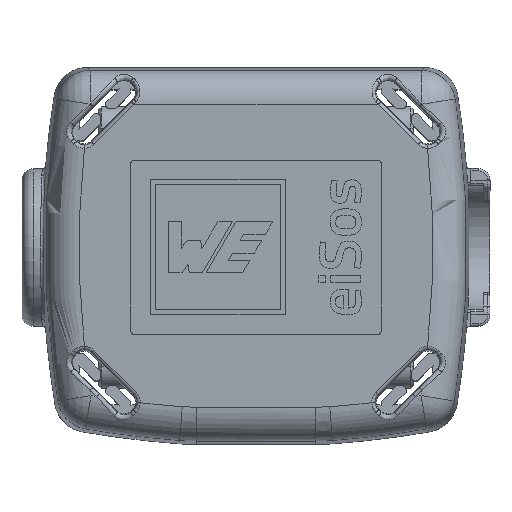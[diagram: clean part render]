
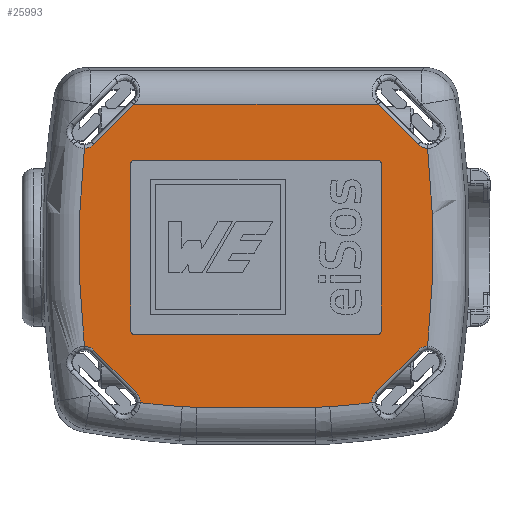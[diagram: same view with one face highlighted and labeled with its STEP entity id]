
A CAD part, top view. The second image highlights one B-rep face of the part: STEP entity #25993.
In plain terms, the highlighted planar face has unit normal (0, 0, 1).
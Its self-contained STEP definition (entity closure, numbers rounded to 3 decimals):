
#879=CIRCLE('',#27687,0.3);
#880=CIRCLE('',#27688,0.3);
#881=CIRCLE('',#27689,0.3);
#882=CIRCLE('',#27690,0.3);
#883=CIRCLE('',#27691,82.421);
#884=CIRCLE('',#27693,87.75);
#885=CIRCLE('',#27694,87.75);
#886=CIRCLE('',#27696,82.421);
#1495=B_SPLINE_CURVE_WITH_KNOTS('',3,(#41250,#41251,#41252,#41253),
 .UNSPECIFIED.,.F.,.F.,(4,4),(0.,1.),.UNSPECIFIED.);
#1496=B_SPLINE_CURVE_WITH_KNOTS('',3,(#41257,#41258,#41259,#41260),
 .UNSPECIFIED.,.F.,.F.,(4,4),(0.,1.),.UNSPECIFIED.);
#1929=ELLIPSE('',#27675,1.203,1.2);
#1930=ELLIPSE('',#27684,1.203,1.2);
#1931=ELLIPSE('',#27692,1.203,1.2);
#1932=ELLIPSE('',#27695,1.203,1.2);
#1933=ELLIPSE('',#27697,1.203,1.2);
#1934=ELLIPSE('',#27698,1.203,1.2);
#4399=ORIENTED_EDGE('',*,*,#11409,.F.);
#4400=ORIENTED_EDGE('',*,*,#11410,.T.);
#4401=ORIENTED_EDGE('',*,*,#11411,.F.);
#4402=ORIENTED_EDGE('',*,*,#11412,.T.);
#4403=ORIENTED_EDGE('',*,*,#11413,.F.);
#4404=ORIENTED_EDGE('',*,*,#11414,.T.);
#4405=ORIENTED_EDGE('',*,*,#11415,.F.);
#4406=ORIENTED_EDGE('',*,*,#11416,.T.);
#4407=ORIENTED_EDGE('',*,*,#11417,.F.);
#4408=ORIENTED_EDGE('',*,*,#11403,.T.);
#4409=ORIENTED_EDGE('',*,*,#11408,.F.);
#4410=ORIENTED_EDGE('',*,*,#11418,.T.);
#4411=ORIENTED_EDGE('',*,*,#11419,.F.);
#4412=ORIENTED_EDGE('',*,*,#11420,.F.);
#4413=ORIENTED_EDGE('',*,*,#11421,.F.);
#4414=ORIENTED_EDGE('',*,*,#11422,.F.);
#4415=ORIENTED_EDGE('',*,*,#11423,.F.);
#4416=ORIENTED_EDGE('',*,*,#11383,.T.);
#4417=ORIENTED_EDGE('',*,*,#11387,.F.);
#4418=ORIENTED_EDGE('',*,*,#11424,.T.);
#4419=ORIENTED_EDGE('',*,*,#11425,.F.);
#4420=ORIENTED_EDGE('',*,*,#11426,.T.);
#4421=ORIENTED_EDGE('',*,*,#11356,.T.);
#4422=ORIENTED_EDGE('',*,*,#11427,.F.);
#4423=ORIENTED_EDGE('',*,*,#11323,.F.);
#4424=ORIENTED_EDGE('',*,*,#11428,.T.);
#11323=EDGE_CURVE('',#14850,#14847,#17364,.T.);
#11356=EDGE_CURVE('',#14876,#14874,#17368,.T.);
#11383=EDGE_CURVE('',#14898,#14897,#1929,.T.);
#11387=EDGE_CURVE('',#14900,#14897,#17372,.T.);
#11403=EDGE_CURVE('',#14914,#14913,#1930,.T.);
#11408=EDGE_CURVE('',#14917,#14913,#17377,.T.);
#11409=EDGE_CURVE('',#14918,#14919,#17378,.T.);
#11410=EDGE_CURVE('',#14918,#14920,#879,.T.);
#11411=EDGE_CURVE('',#14921,#14920,#17379,.T.);
#11412=EDGE_CURVE('',#14921,#14922,#880,.T.);
#11413=EDGE_CURVE('',#14923,#14922,#17380,.T.);
#11414=EDGE_CURVE('',#14923,#14924,#881,.T.);
#11415=EDGE_CURVE('',#14925,#14924,#17381,.T.);
#11416=EDGE_CURVE('',#14925,#14919,#882,.T.);
#11417=EDGE_CURVE('',#14914,#14844,#883,.T.);
#11418=EDGE_CURVE('',#14917,#14926,#1931,.T.);
#11419=EDGE_CURVE('',#14927,#14926,#884,.T.);
#11420=EDGE_CURVE('',#14928,#14927,#1495,.T.);
#11421=EDGE_CURVE('',#14929,#14928,#17382,.T.);
#11422=EDGE_CURVE('',#14930,#14929,#1496,.T.);
#11423=EDGE_CURVE('',#14898,#14930,#885,.T.);
#11424=EDGE_CURVE('',#14900,#14894,#1932,.T.);
#11425=EDGE_CURVE('',#14873,#14894,#886,.T.);
#11426=EDGE_CURVE('',#14873,#14876,#1933,.T.);
#11427=EDGE_CURVE('',#14847,#14874,#17383,.T.);
#11428=EDGE_CURVE('',#14850,#14844,#1934,.T.);
#14844=VERTEX_POINT('',#39569);
#14847=VERTEX_POINT('',#39594);
#14850=VERTEX_POINT('',#39605);
#14873=VERTEX_POINT('',#40334);
#14874=VERTEX_POINT('',#40357);
#14876=VERTEX_POINT('',#40363);
#14894=VERTEX_POINT('',#40895);
#14897=VERTEX_POINT('',#40912);
#14898=VERTEX_POINT('',#40914);
#14900=VERTEX_POINT('',#40929);
#14913=VERTEX_POINT('',#41207);
#14914=VERTEX_POINT('',#41209);
#14917=VERTEX_POINT('',#41226);
#14918=VERTEX_POINT('',#41230);
#14919=VERTEX_POINT('',#41231);
#14920=VERTEX_POINT('',#41233);
#14921=VERTEX_POINT('',#41235);
#14922=VERTEX_POINT('',#41237);
#14923=VERTEX_POINT('',#41239);
#14924=VERTEX_POINT('',#41241);
#14925=VERTEX_POINT('',#41243);
#14926=VERTEX_POINT('',#41247);
#14927=VERTEX_POINT('',#41249);
#14928=VERTEX_POINT('',#41254);
#14929=VERTEX_POINT('',#41256);
#14930=VERTEX_POINT('',#41261);
#17364=LINE('',#39607,#19902);
#17368=LINE('',#40362,#19906);
#17372=LINE('',#40931,#19910);
#17377=LINE('',#41227,#19915);
#17378=LINE('',#41229,#19916);
#17379=LINE('',#41234,#19917);
#17380=LINE('',#41238,#19918);
#17381=LINE('',#41242,#19919);
#17382=LINE('',#41255,#19920);
#17383=LINE('',#41266,#19921);
#19902=VECTOR('',#31206,1000.);
#19906=VECTOR('',#31242,1000.);
#19910=VECTOR('',#31270,1000.);
#19915=VECTOR('',#31293,1000.);
#19916=VECTOR('',#31296,1000.);
#19917=VECTOR('',#31299,1000.);
#19918=VECTOR('',#31302,1000.);
#19919=VECTOR('',#31305,1000.);
#19920=VECTOR('',#31314,1000.);
#19921=VECTOR('',#31323,1000.);
#22062=EDGE_LOOP('',(#4399,#4400,#4401,#4402,#4403,#4404,#4405,#4406));
#22063=EDGE_LOOP('',(#4407,#4408,#4409,#4410,#4411,#4412,#4413,#4414,#4415,
#4416,#4417,#4418,#4419,#4420,#4421,#4422,#4423,#4424));
#23621=FACE_BOUND('',#22062,.T.);
#23622=FACE_BOUND('',#22063,.T.);
#24959=PLANE('',#27686);
#25993=ADVANCED_FACE('',(#23621,#23622),#24959,.F.);
#27675=AXIS2_PLACEMENT_3D('',#40913,#31266,#31267);
#27684=AXIS2_PLACEMENT_3D('',#41208,#31288,#31289);
#27686=AXIS2_PLACEMENT_3D('',#41228,#31294,#31295);
#27687=AXIS2_PLACEMENT_3D('',#41232,#31297,#31298);
#27688=AXIS2_PLACEMENT_3D('',#41236,#31300,#31301);
#27689=AXIS2_PLACEMENT_3D('',#41240,#31303,#31304);
#27690=AXIS2_PLACEMENT_3D('',#41244,#31306,#31307);
#27691=AXIS2_PLACEMENT_3D('',#41245,#31308,#31309);
#27692=AXIS2_PLACEMENT_3D('',#41246,#31310,#31311);
#27693=AXIS2_PLACEMENT_3D('',#41248,#31312,#31313);
#27694=AXIS2_PLACEMENT_3D('',#41262,#31315,#31316);
#27695=AXIS2_PLACEMENT_3D('',#41263,#31317,#31318);
#27696=AXIS2_PLACEMENT_3D('',#41264,#31319,#31320);
#27697=AXIS2_PLACEMENT_3D('',#41265,#31321,#31322);
#27698=AXIS2_PLACEMENT_3D('',#41267,#31324,#31325);
#31206=DIRECTION('',(0.707,0.707,0.));
#31242=DIRECTION('',(-0.707,0.707,0.));
#31266=DIRECTION('',(0.,0.,-1.));
#31267=DIRECTION('',(-1.,0.,0.));
#31270=DIRECTION('',(-0.707,-0.707,0.));
#31288=DIRECTION('',(0.,0.,-1.));
#31289=DIRECTION('',(0.,1.,0.));
#31293=DIRECTION('',(-0.707,0.707,0.));
#31294=DIRECTION('',(0.,0.,-1.));
#31295=DIRECTION('',(0.,-1.,0.));
#31296=DIRECTION('',(0.,1.,0.));
#31297=DIRECTION('',(0.,0.,-1.));
#31298=DIRECTION('',(-1.,0.,0.));
#31299=DIRECTION('',(1.,0.,0.));
#31300=DIRECTION('',(0.,0.,-1.));
#31301=DIRECTION('',(-1.,0.,0.));
#31302=DIRECTION('',(0.,-1.,0.));
#31303=DIRECTION('',(0.,0.,-1.));
#31304=DIRECTION('',(-1.,0.,0.));
#31305=DIRECTION('',(-1.,0.,0.));
#31306=DIRECTION('',(0.,0.,-1.));
#31307=DIRECTION('',(-1.,0.,0.));
#31308=DIRECTION('',(0.,0.,-1.));
#31309=DIRECTION('',(-0.987,-0.16,0.));
#31310=DIRECTION('',(0.,0.,-1.));
#31311=DIRECTION('',(1.,0.,0.));
#31312=DIRECTION('',(0.,0.,-1.));
#31313=DIRECTION('',(-0.16,-0.987,0.));
#31314=DIRECTION('',(-1.,0.,0.));
#31315=DIRECTION('',(0.,0.,-1.));
#31316=DIRECTION('',(0.118,-0.993,0.));
#31317=DIRECTION('',(0.,0.,-1.));
#31318=DIRECTION('',(0.,1.,0.));
#31319=DIRECTION('',(0.,0.,-1.));
#31320=DIRECTION('',(0.988,0.154,0.));
#31321=DIRECTION('',(0.,0.,-1.));
#31322=DIRECTION('',(0.,-1.,0.));
#31323=DIRECTION('',(1.,0.,0.));
#31324=DIRECTION('',(0.,0.,-1.));
#31325=DIRECTION('',(0.,-1.,0.));
#39569=CARTESIAN_POINT('',(-15.255,-8.707,11.2));
#39594=CARTESIAN_POINT('',(-10.846,-4.781,11.2));
#39605=CARTESIAN_POINT('',(-14.42,-8.356,11.2));
#39607=CARTESIAN_POINT('',(-14.431,-8.366,11.2));
#40334=CARTESIAN_POINT('',(15.255,-8.707,11.2));
#40357=CARTESIAN_POINT('',(10.846,-4.781,11.2));
#40362=CARTESIAN_POINT('',(11.047,-4.983,11.2));
#40363=CARTESIAN_POINT('',(14.42,-8.356,11.2));
#40895=CARTESIAN_POINT('',(15.255,-26.293,11.2));
#40912=CARTESIAN_POINT('',(10.644,-30.42,11.2));
#40913=CARTESIAN_POINT('',(11.496,-31.268,11.2));
#40914=CARTESIAN_POINT('',(10.294,-31.311,11.2));
#40929=CARTESIAN_POINT('',(14.42,-26.644,11.2));
#40931=CARTESIAN_POINT('',(48.449,7.384,11.2));
#41207=CARTESIAN_POINT('',(-14.42,-26.644,11.2));
#41208=CARTESIAN_POINT('',(-15.268,-27.496,11.2));
#41209=CARTESIAN_POINT('',(-15.255,-26.293,11.2));
#41226=CARTESIAN_POINT('',(-10.644,-30.42,11.2));
#41227=CARTESIAN_POINT('',(-48.449,7.384,11.2));
#41228=CARTESIAN_POINT('',(0.,55.833,11.2));
#41229=CARTESIAN_POINT('',(11.125,-25.5,11.2));
#41230=CARTESIAN_POINT('',(11.125,-24.95,11.2));
#41231=CARTESIAN_POINT('',(11.125,-10.05,11.2));
#41232=CARTESIAN_POINT('',(10.825,-24.95,11.2));
#41233=CARTESIAN_POINT('',(10.825,-25.25,11.2));
#41234=CARTESIAN_POINT('',(-11.375,-25.25,11.2));
#41235=CARTESIAN_POINT('',(-10.825,-25.25,11.2));
#41236=CARTESIAN_POINT('',(-10.825,-24.95,11.2));
#41237=CARTESIAN_POINT('',(-11.125,-24.95,11.2));
#41238=CARTESIAN_POINT('',(-11.125,-9.5,11.2));
#41239=CARTESIAN_POINT('',(-11.125,-10.05,11.2));
#41240=CARTESIAN_POINT('',(-10.825,-10.05,11.2));
#41241=CARTESIAN_POINT('',(-10.825,-9.75,11.2));
#41242=CARTESIAN_POINT('',(11.375,-9.75,11.2));
#41243=CARTESIAN_POINT('',(10.825,-9.75,11.2));
#41244=CARTESIAN_POINT('',(10.825,-10.05,11.2));
#41245=CARTESIAN_POINT('',(66.696,-17.5,11.2));
#41246=CARTESIAN_POINT('',(-11.496,-31.268,11.2));
#41247=CARTESIAN_POINT('',(-10.294,-31.311,11.2));
#41248=CARTESIAN_POINT('',(0.,55.833,11.2));
#41249=CARTESIAN_POINT('',(-6.559,-31.671,11.2));
#41250=CARTESIAN_POINT('',(-5.289,-31.719,11.2));
#41251=CARTESIAN_POINT('',(-5.712,-31.719,11.2));
#41252=CARTESIAN_POINT('',(-6.136,-31.703,11.2));
#41253=CARTESIAN_POINT('',(-6.559,-31.671,11.2));
#41254=CARTESIAN_POINT('',(-5.289,-31.719,11.2));
#41255=CARTESIAN_POINT('',(0.,-31.719,11.2));
#41256=CARTESIAN_POINT('',(5.289,-31.719,11.2));
#41257=CARTESIAN_POINT('',(6.559,-31.671,11.2));
#41258=CARTESIAN_POINT('',(6.138,-31.703,11.2));
#41259=CARTESIAN_POINT('',(5.715,-31.719,11.2));
#41260=CARTESIAN_POINT('',(5.289,-31.719,11.2));
#41261=CARTESIAN_POINT('',(6.559,-31.671,11.2));
#41262=CARTESIAN_POINT('',(0.,55.833,11.2));
#41263=CARTESIAN_POINT('',(15.268,-27.496,11.2));
#41264=CARTESIAN_POINT('',(-66.696,-17.5,11.2));
#41265=CARTESIAN_POINT('',(15.268,-7.504,11.2));
#41266=CARTESIAN_POINT('',(0.,-4.781,11.2));
#41267=CARTESIAN_POINT('',(-15.268,-7.504,11.2));
